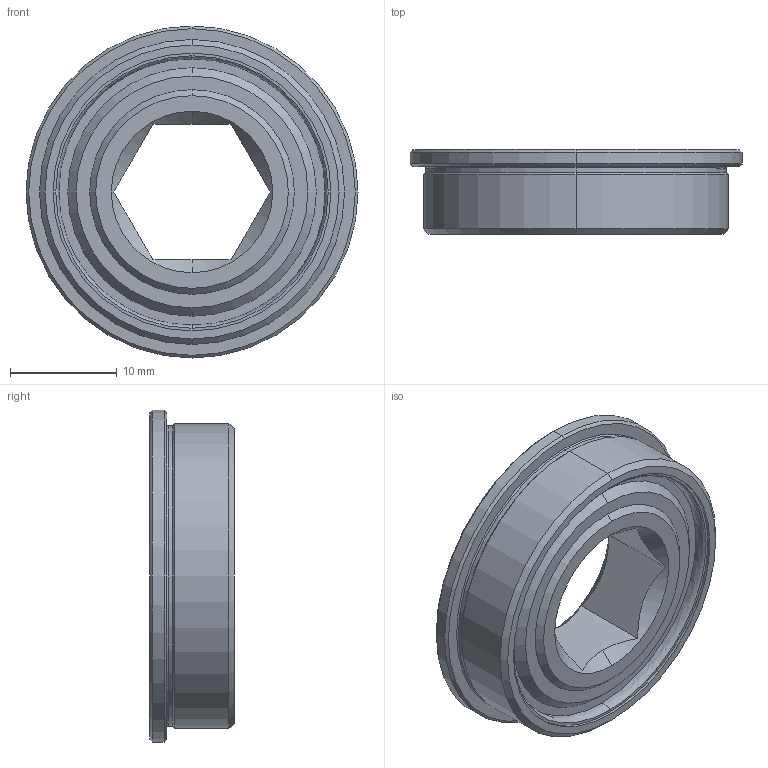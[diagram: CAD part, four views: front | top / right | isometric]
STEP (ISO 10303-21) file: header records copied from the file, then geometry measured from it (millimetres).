
FILE_DESCRIPTION (( 'STEP AP214' ), '1' );
FILE_NAME ('am-2986 FR8ZZ Hex Bearing.STEP', '2025-01-07T21:06:15', ( '' ), ( '' ), 'SwSTEP 2.0', 'SolidWorks 2024', '' );
FILE_SCHEMA (( 'AUTOMOTIVE_DESIGN' ));
Length unit declared in the file: inch
Products named in the file (1): am-2986 FR8ZZ Hex Bearing
Bounding box: 31.11 x 7.94 x 31.11 mm (x, y, z)
Volume: 3693.7 mm3; surface area: 2503.3 mm2
Topology: 1 solids, 1 shells, 53 faces, 114 edges, 72 vertices
Faces by surface type: cone 20, plane 17, cylinder 10, bspline 4, torus 2
Entity records: 1773 total; most frequent: CARTESIAN_POINT 592, DIRECTION 252, ORIENTED_EDGE 228, EDGE_CURVE 114, AXIS2_PLACEMENT_3D 108, VERTEX_POINT 72, EDGE_LOOP 64, CIRCLE 58
